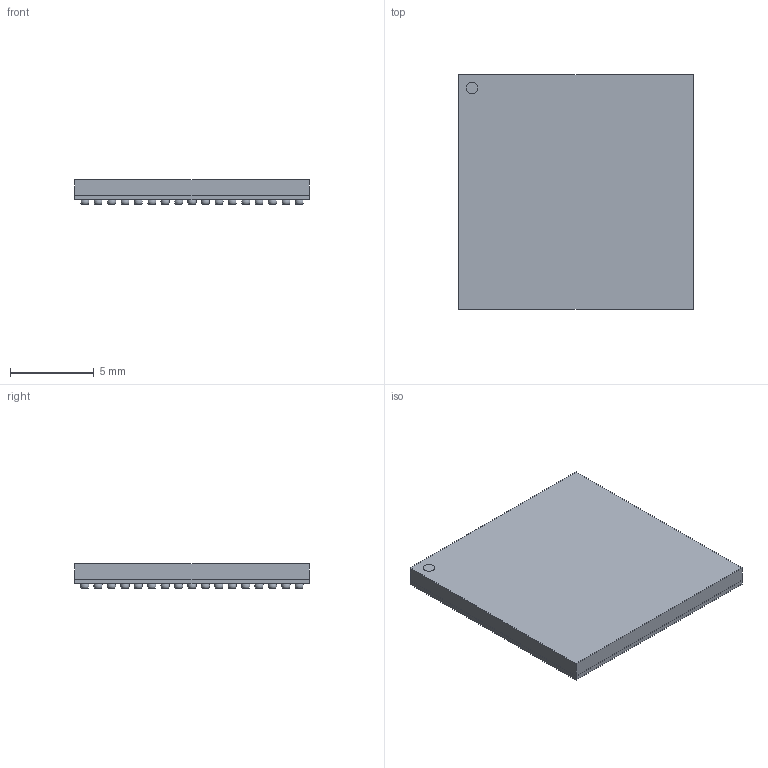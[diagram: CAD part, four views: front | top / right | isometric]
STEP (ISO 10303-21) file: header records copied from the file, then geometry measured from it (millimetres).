
FILE_DESCRIPTION(/* description */ (''),/* implementation_level */ '2;1');
FILE_NAME(/* name */ 'BGA257C80P17X17_1400X1400X145.stp',/* time_stamp */ '2017-01-09T14:21:01+01:00',/* author */ ('jchouvet'),/* organization */ (''),/* preprocessor_version */ 'ST-DEVELOPER v16.1',/* originating_system */ 'AutoCAD Mechanical',/* authorisation */ '');
FILE_SCHEMA (('AUTOMOTIVE_DESIGN { 1 0 10303 214 3 1 1 }'));
Length unit declared in the file: millimetre
Products named in the file (1): Product
Bounding box: 14 x 14 x 1.45 mm (x, y, z)
Volume: 246.6 mm3; surface area: 1027.8 mm2
Topology: 260 solids, 260 shells, 788 faces, 1058 edges, 791 vertices
Faces by surface type: plane 529, sphere 257, cylinder 2
Full cylindrical faces by diameter (mm): 0.7 x2
Entity records: 13028 total; most frequent: DIRECTION 2638, CARTESIAN_POINT 1865, AXIS2_PLACEMENT_3D 1307, ORIENTED_EDGE 1084, EDGE_LOOP 1048, FACE_OUTER_BOUND 788, ADVANCED_FACE 788, EDGE_CURVE 542
